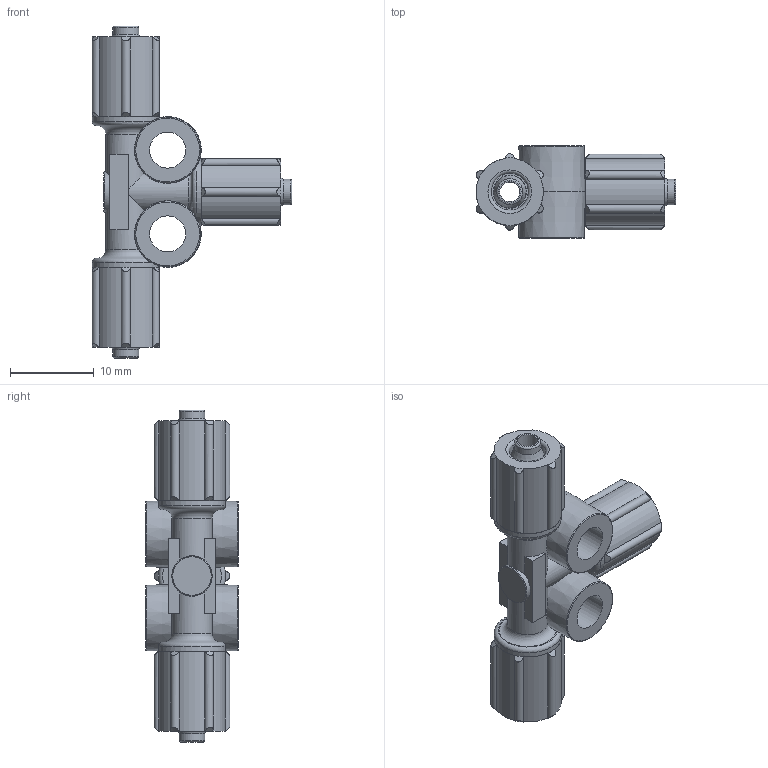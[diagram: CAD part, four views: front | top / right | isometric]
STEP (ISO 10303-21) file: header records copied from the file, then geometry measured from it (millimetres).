
FILE_DESCRIPTION(/* description */ ('STEP AP214'),/* implementation_level */ '2;1');
FILE_NAME(/* name */ '6273_FCK-3-PK-3-KU',/* time_stamp */ '2024-08-28T12:51:25+02:00',/* author */ ('License CC BY-ND 4.0'),/* organization */ ('CADENAS'),/* preprocessor_version */ 'ST-DEVELOPER v19.3',/* originating_system */ 'PARTsolutions',/* authorisation */ ' ');
FILE_SCHEMA (('AUTOMOTIVE_DESIGN {1 0 10303 214 3 1 1}'));
Length unit declared in the file: millimetre
Products named in the file (3): 6273 FCK-3-PK-3-KU; 6273 FCK-3-PK-3-KU_p; 211289 MCK-PK-3-KU
Assembly tree (4 placements, depth 2):
  6273 FCK-3-PK-3-KU
    6273 FCK-3-PK-3-KU_p
    211289 MCK-PK-3-KU  x3
Bounding box: 23.8 x 11 x 39.6 mm (x, y, z)
Volume: 2478.1 mm3; surface area: 3689.4 mm2
Topology: 4 solids, 4 shells, 210 faces, 540 edges, 346 vertices
Faces by surface type: cylinder 81, cone 52, plane 43, torus 34
Full cylindrical faces by diameter (mm): 2.4 x2, 3.1 x3, 3.4 x3, 3.9 x3, 4.3 x2, 4.4 x3, 4.773 x3, 4.8 x1, 5.188 x3, 6 x3, 8 x3
Entity records: 4332 total; most frequent: CARTESIAN_POINT 1047, DIRECTION 680, ORIENTED_EDGE 606, AXIS2_PLACEMENT_3D 310, EDGE_CURVE 303, VERTEX_POINT 223, EDGE_LOOP 214, FACE_BOUND 214
